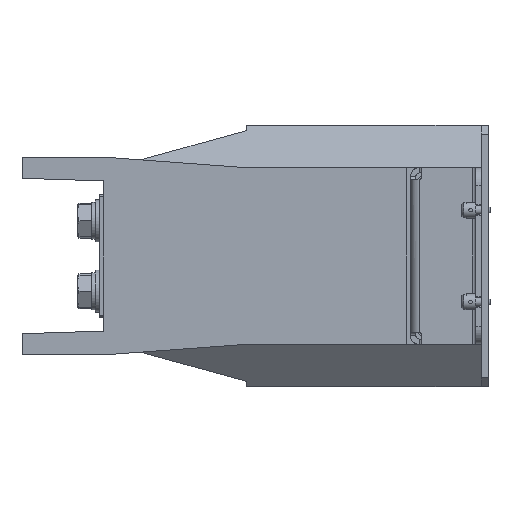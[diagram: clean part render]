
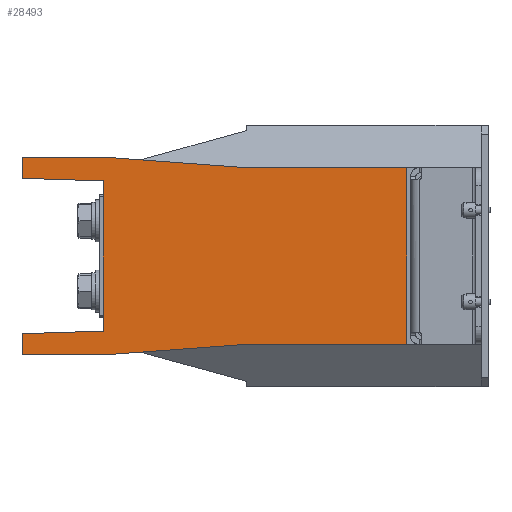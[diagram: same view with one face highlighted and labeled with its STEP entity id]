
A CAD part, left-side view. The second image highlights one B-rep face of the part: STEP entity #28493.
In plain terms, the highlighted planar face has unit normal (-1, 0, 0).
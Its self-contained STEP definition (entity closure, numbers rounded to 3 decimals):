
#522 = EDGE_CURVE ( 'NONE', #28303, #19312, #33509, .T. ) ;
#831 = VECTOR ( 'NONE', #17540, 1000. ) ;
#992 = VECTOR ( 'NONE', #3936, 1000. ) ;
#1823 = VERTEX_POINT ( 'NONE', #23121 ) ;
#2098 = CARTESIAN_POINT ( 'NONE',  ( -197.5, 260., -44. ) ) ;
#2204 = PLANE ( 'NONE',  #2623 ) ;
#2623 = AXIS2_PLACEMENT_3D ( 'NONE', #8448, #29719, #11505 ) ;
#3936 = DIRECTION ( 'NONE',  ( 0., 1., 0. ) ) ;
#3998 = LINE ( 'NONE', #8586, #15419 ) ;
#4621 = CARTESIAN_POINT ( 'NONE',  ( -197.5, 42., 50. ) ) ;
#4897 = EDGE_CURVE ( 'NONE', #14081, #18856, #33734, .T. ) ;
#5607 = CARTESIAN_POINT ( 'NONE',  ( -197.5, 42., -50. ) ) ;
#5644 = CARTESIAN_POINT ( 'NONE',  ( -197.5, 214., 42.5 ) ) ;
#6090 = CARTESIAN_POINT ( 'NONE',  ( -197.5, 133., 50. ) ) ;
#6218 = VERTEX_POINT ( 'NONE', #2098 ) ;
#6333 = LINE ( 'NONE', #20702, #38681 ) ;
#6403 = ORIENTED_EDGE ( 'NONE', *, *, #12584, .F. ) ;
#7652 = FACE_OUTER_BOUND ( 'NONE', #27604, .T. ) ;
#8448 = CARTESIAN_POINT ( 'NONE',  ( -197.5, 0., 0. ) ) ;
#8586 = CARTESIAN_POINT ( 'NONE',  ( -197.5, 42., -50. ) ) ;
#8625 = ORIENTED_EDGE ( 'NONE', *, *, #21857, .F. ) ;
#9093 = LINE ( 'NONE', #34248, #992 ) ;
#9319 = VECTOR ( 'NONE', #11514, 1000. ) ;
#9597 = VECTOR ( 'NONE', #13391, 1000. ) ;
#9835 = EDGE_CURVE ( 'NONE', #6218, #28303, #37425, .T. ) ;
#9856 = CARTESIAN_POINT ( 'NONE',  ( -197.5, 214., 50. ) ) ;
#11058 = VERTEX_POINT ( 'NONE', #5607 ) ;
#11391 = CARTESIAN_POINT ( 'NONE',  ( -197.5, 214., -56. ) ) ;
#11505 = DIRECTION ( 'NONE',  ( 0., 0., -1. ) ) ;
#11514 = DIRECTION ( 'NONE',  ( 0., -0.999, -0.033 ) ) ;
#12049 = CARTESIAN_POINT ( 'NONE',  ( -197.5, 214., 56. ) ) ;
#12584 = EDGE_CURVE ( 'NONE', #36094, #12709, #13491, .T. ) ;
#12709 = VERTEX_POINT ( 'NONE', #4621 ) ;
#12916 = VERTEX_POINT ( 'NONE', #12049 ) ;
#12954 = DIRECTION ( 'NONE',  ( 0., 0.997, 0.074 ) ) ;
#13391 = DIRECTION ( 'NONE',  ( 0., 1., 0. ) ) ;
#13491 = LINE ( 'NONE', #9856, #36763 ) ;
#14073 = EDGE_CURVE ( 'NONE', #11058, #1823, #33854, .T. ) ;
#14081 = VERTEX_POINT ( 'NONE', #25605 ) ;
#15089 = VECTOR ( 'NONE', #12954, 1000. ) ;
#15419 = VECTOR ( 'NONE', #29865, 1000. ) ;
#15916 = CARTESIAN_POINT ( 'NONE',  ( -197.5, 260., -44. ) ) ;
#16082 = ORIENTED_EDGE ( 'NONE', *, *, #9835, .T. ) ;
#17540 = DIRECTION ( 'NONE',  ( 0., -0.997, 0.074 ) ) ;
#17592 = VECTOR ( 'NONE', #21766, 1000. ) ;
#18609 = EDGE_CURVE ( 'NONE', #19312, #1823, #39372, .T. ) ;
#18856 = VERTEX_POINT ( 'NONE', #29558 ) ;
#19312 = VERTEX_POINT ( 'NONE', #38288 ) ;
#20014 = EDGE_CURVE ( 'NONE', #18856, #26695, #32648, .T. ) ;
#20702 = CARTESIAN_POINT ( 'NONE',  ( -197.5, 214., -50. ) ) ;
#21572 = ORIENTED_EDGE ( 'NONE', *, *, #29604, .T. ) ;
#21630 = CARTESIAN_POINT ( 'NONE',  ( -197.5, 260., 56. ) ) ;
#21766 = DIRECTION ( 'NONE',  ( 0., 0., -1. ) ) ;
#21857 = EDGE_CURVE ( 'NONE', #29060, #26695, #6333, .T. ) ;
#22570 = ORIENTED_EDGE ( 'NONE', *, *, #522, .T. ) ;
#23121 = CARTESIAN_POINT ( 'NONE',  ( -197.5, 133., -50. ) ) ;
#23427 = CARTESIAN_POINT ( 'NONE',  ( -197.5, 214., -42.5 ) ) ;
#23567 = EDGE_CURVE ( 'NONE', #12916, #14081, #9093, .T. ) ;
#24605 = CARTESIAN_POINT ( 'NONE',  ( -197.5, 260., -56. ) ) ;
#25117 = DIRECTION ( 'NONE',  ( 0., -1., 0. ) ) ;
#25404 = VECTOR ( 'NONE', #36240, 1000. ) ;
#25605 = CARTESIAN_POINT ( 'NONE',  ( -197.5, 260., 56. ) ) ;
#26695 = VERTEX_POINT ( 'NONE', #39105 ) ;
#27604 = EDGE_LOOP ( 'NONE', ( #6403, #38072, #30321, #36967, #30558, #8625, #21572, #16082, #22570, #31063, #30400, #28045 ) ) ;
#27640 = DIRECTION ( 'NONE',  ( 0., 0., -1. ) ) ;
#28045 = ORIENTED_EDGE ( 'NONE', *, *, #35007, .F. ) ;
#28303 = VERTEX_POINT ( 'NONE', #28505 ) ;
#28493 = ADVANCED_FACE ( 'NONE', ( #7652 ), #2204, .F. ) ;
#28505 = CARTESIAN_POINT ( 'NONE',  ( -197.5, 260., -56. ) ) ;
#29060 = VERTEX_POINT ( 'NONE', #23427 ) ;
#29339 = VECTOR ( 'NONE', #27640, 1000. ) ;
#29460 = VECTOR ( 'NONE', #37157, 1000. ) ;
#29558 = CARTESIAN_POINT ( 'NONE',  ( -197.5, 260., 44. ) ) ;
#29604 = EDGE_CURVE ( 'NONE', #29060, #6218, #35632, .T. ) ;
#29719 = DIRECTION ( 'NONE',  ( 1., 0., 0. ) ) ;
#29865 = DIRECTION ( 'NONE',  ( 0., 0., -1. ) ) ;
#30321 = ORIENTED_EDGE ( 'NONE', *, *, #23567, .T. ) ;
#30322 = LINE ( 'NONE', #31190, #15089 ) ;
#30400 = ORIENTED_EDGE ( 'NONE', *, *, #14073, .F. ) ;
#30558 = ORIENTED_EDGE ( 'NONE', *, *, #20014, .T. ) ;
#31063 = ORIENTED_EDGE ( 'NONE', *, *, #18609, .T. ) ;
#31190 = CARTESIAN_POINT ( 'NONE',  ( -197.5, 133., 50. ) ) ;
#32648 = LINE ( 'NONE', #5644, #9319 ) ;
#33509 = LINE ( 'NONE', #39173, #25404 ) ;
#33734 = LINE ( 'NONE', #21630, #17592 ) ;
#33854 = LINE ( 'NONE', #37704, #9597 ) ;
#34248 = CARTESIAN_POINT ( 'NONE',  ( -197.5, 214., 56. ) ) ;
#35007 = EDGE_CURVE ( 'NONE', #12709, #11058, #3998, .T. ) ;
#35632 = LINE ( 'NONE', #15916, #29460 ) ;
#36094 = VERTEX_POINT ( 'NONE', #6090 ) ;
#36240 = DIRECTION ( 'NONE',  ( 0., -1., 0. ) ) ;
#36747 = EDGE_CURVE ( 'NONE', #36094, #12916, #30322, .T. ) ;
#36763 = VECTOR ( 'NONE', #25117, 1000. ) ;
#36967 = ORIENTED_EDGE ( 'NONE', *, *, #4897, .T. ) ;
#37157 = DIRECTION ( 'NONE',  ( 0., 0.999, -0.033 ) ) ;
#37425 = LINE ( 'NONE', #24605, #29339 ) ;
#37704 = CARTESIAN_POINT ( 'NONE',  ( -197.5, 214., -50. ) ) ;
#38072 = ORIENTED_EDGE ( 'NONE', *, *, #36747, .T. ) ;
#38288 = CARTESIAN_POINT ( 'NONE',  ( -197.5, 214., -56. ) ) ;
#38681 = VECTOR ( 'NONE', #38902, 1000. ) ;
#38902 = DIRECTION ( 'NONE',  ( 0., 0., 1. ) ) ;
#39105 = CARTESIAN_POINT ( 'NONE',  ( -197.5, 214., 42.5 ) ) ;
#39173 = CARTESIAN_POINT ( 'NONE',  ( -197.5, 214., -56. ) ) ;
#39372 = LINE ( 'NONE', #11391, #831 ) ;
